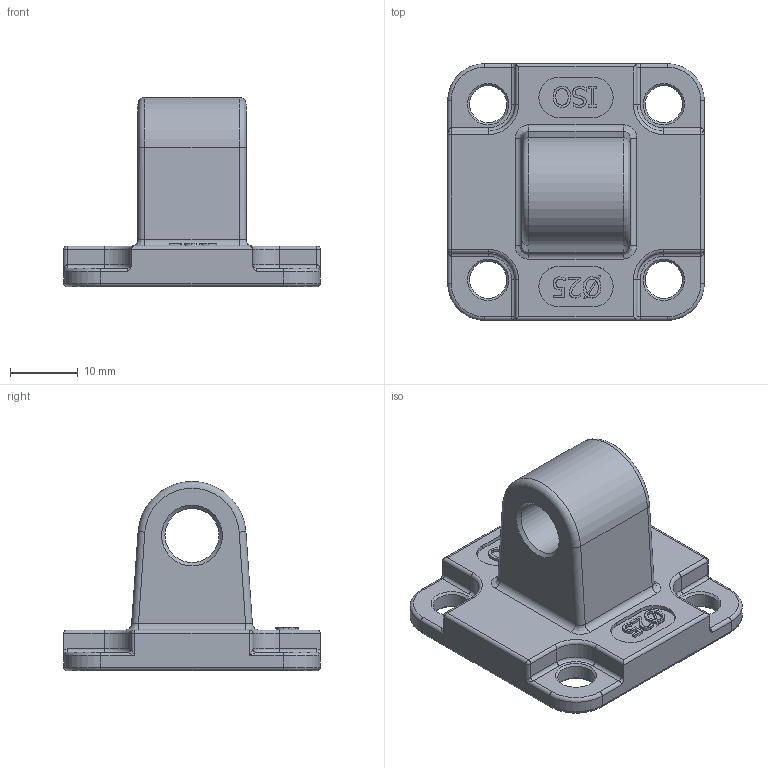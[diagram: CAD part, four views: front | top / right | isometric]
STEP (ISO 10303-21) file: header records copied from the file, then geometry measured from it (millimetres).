
FILE_DESCRIPTION((''),'2;1');
FILE_NAME('CMI025.stp','2014-12-18T14:51:36',('carlo.corazza'),(''),'Autodesk Inventor 2012','Autodesk Inventor 2012','');
FILE_SCHEMA(('AUTOMOTIVE_DESIGN { 1 0 10303 214 1 1 1 1 }'));
Length unit declared in the file: millimetre
Products named in the file (1): CMI025
Bounding box: 38 x 38 x 28 mm (x, y, z)
Volume: 11233.7 mm3; surface area: 5225.1 mm2
Topology: 4 solids, 4 shells, 250 faces, 623 edges, 384 vertices
Faces by surface type: plane 76, bspline 74, cylinder 63, torus 22, cone 11, sphere 4
Full cylindrical faces by diameter (mm): 5.5 x4, 8 x1, 12 x1
Entity records: 7853 total; most frequent: CARTESIAN_POINT 2340, ORIENTED_EDGE 1196, DIRECTION 975, EDGE_CURVE 598, VERTEX_POINT 381, AXIS2_PLACEMENT_3D 336, VECTOR 303, LINE 303
